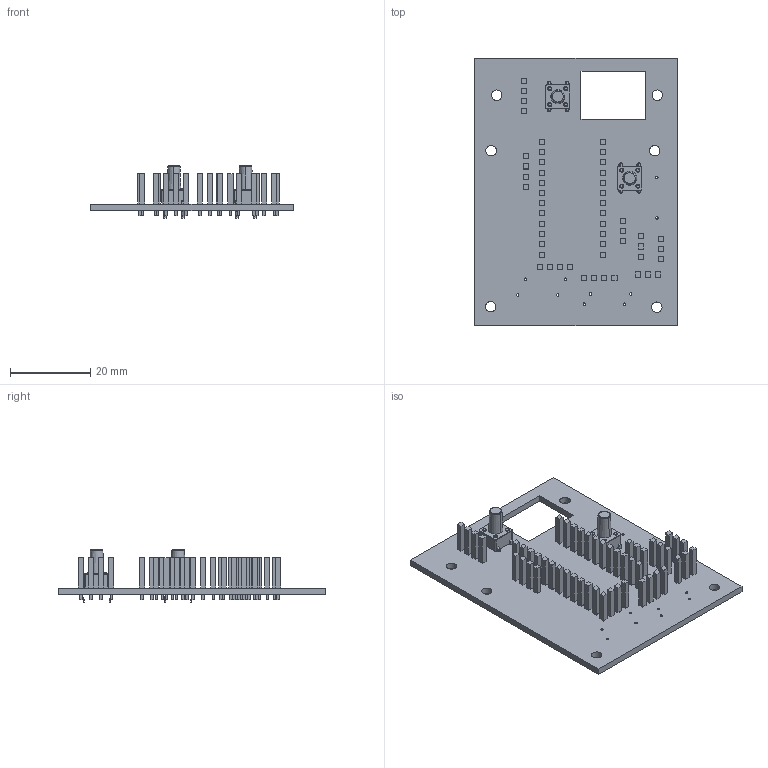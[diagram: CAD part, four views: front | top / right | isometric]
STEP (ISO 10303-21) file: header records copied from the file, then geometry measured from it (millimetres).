
FILE_DESCRIPTION(('Open CASCADE Model'),'2;1');
FILE_NAME('Open CASCADE Shape Model','2017-05-21T16:51:55',('Author'),( 'Open CASCADE'),'Open CASCADE STEP processor 6.5','Open CASCADE 6.5' ,'Unknown');
FILE_SCHEMA(('AUTOMOTIVE_DESIGN { 1 0 10303 214 1 1 1 1 }'));
Length unit declared in the file: millimetre
Products named in the file (18): PCB; Board; P1; 1551253632; Extruded; 1551256320; J2; FSM8JH; T1; P3; P4; P2; J1; T3; T2; J3; B1
Assembly tree (120 placements, depth 4):
  PCB
    Board
    P1
      1551253632  x3
        Extruded
      1551256320  x3
        Extruded
    J2
      FSM8JH
    T1
      1551253632  x4
        Extruded
      1551256320  x4
        Extruded
    P3
      1551253632  x3
        Extruded
      1551256320  x3
        Extruded
    P4
      1551253632  x3
        Extruded
      1551256320  x3
        Extruded
    P2
      1551253632  x3
        Extruded
      1551256320  x3
        Extruded
    J1
      1551253632  x24
        Extruded
      1551256320  x24
        Extruded
    T3
      1551253632  x4
        Extruded
      1551256320  x4
        Extruded
    T2
      1551253632  x4
        Extruded
      1551256320  x4
        Extruded
    J3
      FSM8JH
    B1
      1551253632  x4
        Extruded
      1551256320  x4
        Extruded
Bounding box: 50.42 x 66.55 x 13.01 mm (x, y, z)
Volume: 6152.3 mm3; surface area: 10157.5 mm2
Topology: 107 solids, 107 shells, 1318 faces, 2928 edges, 1812 vertices
Faces by surface type: plane 770, cylinder 348, bspline 196, cone 4
Full cylindrical faces by diameter (mm): 0.61 x10, 0.762 x28, 1 x8, 1.016 x24, 2.6 x6
Entity records: 40063 total; most frequent: CARTESIAN_POINT 19272, DIRECTION 2974, ORIENTED_EDGE 1948, PCURVE 1948, DEFINITIONAL_REPRESENTATION 1948, LINE 1186, VECTOR 1186, B_SPLINE_CURVE_WITH_KNOTS 1004
